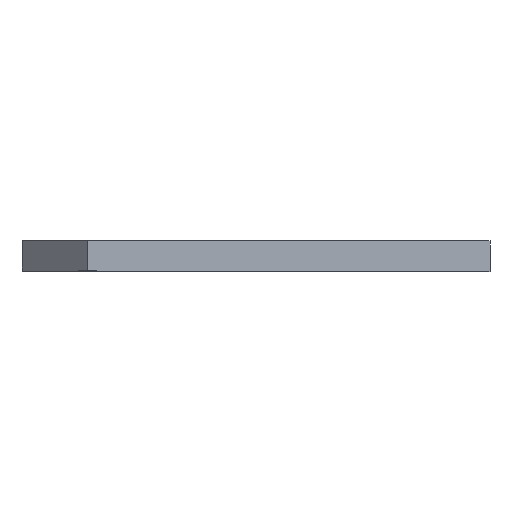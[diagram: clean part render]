
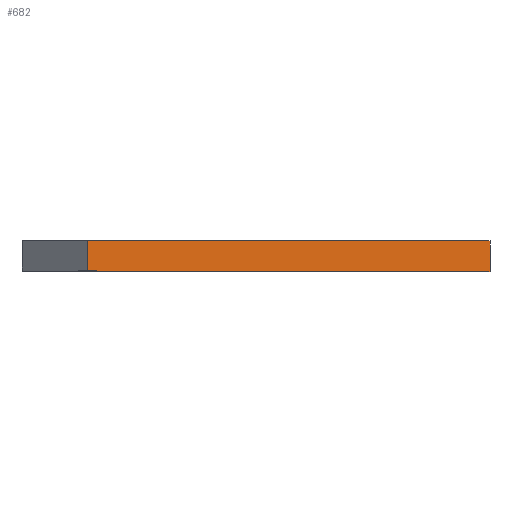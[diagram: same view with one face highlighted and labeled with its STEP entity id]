
A CAD part, top view. The second image highlights one B-rep face of the part: STEP entity #682.
In plain terms, the highlighted planar face has unit normal (0.707, 0, 0.707).
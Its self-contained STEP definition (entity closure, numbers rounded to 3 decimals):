
#306=CARTESIAN_POINT('POINT33',(1.945,3.875,
   0.241));
#307=VERTEX_POINT('VERTEX33',#306);
#314=CARTESIAN_POINT('POINT34',(-4.596,3.875,
   6.782));
#315=VERTEX_POINT('VERTEX34',#314);
#316=CARTESIAN_POINT('POS26',(1.945,3.875,
   0.241));
#317=DIRECTION('DIR45',(0.707,0.,
   -0.707));
#318=VECTOR('VEC7',#317,1.);
#319=LINE('STRAIGHT7',#316,#318);
#320=EDGE_CURVE('EDGE37',#315,#307,#319,.T.);
#637=CARTESIAN_POINT('POINT54',(1.945,4.375,
   0.241));
#638=VERTEX_POINT('VERTEX54',#637);
#645=CARTESIAN_POINT('POS61',(1.945,3.875,
   0.241));
#646=DIRECTION('DIR95',(0.,-1.,0.));
#647=VECTOR('VEC27',#646,1.);
#648=LINE('STRAIGHT27',#645,#647);
#649=EDGE_CURVE('EDGE71',#638,#307,#648,.T.);
#659=ORIENTED_EDGE('COEDGE109',*,*,#320,.T.);
#660=ORIENTED_EDGE('COEDGE110',*,*,#649,.F.);
#661=CARTESIAN_POINT('POINT55',(-4.596,4.375,
   6.782));
#662=VERTEX_POINT('VERTEX55',#661);
#663=CARTESIAN_POINT('POS63',(1.945,4.375,
   0.241));
#664=DIRECTION('DIR98',(0.707,0.,
   -0.707));
#665=VECTOR('VEC28',#664,1.);
#666=LINE('STRAIGHT28',#663,#665);
#667=EDGE_CURVE('EDGE72',#662,#638,#666,.T.);
#668=ORIENTED_EDGE('COEDGE111',*,*,#667,.F.);
#669=CARTESIAN_POINT('POS64',(-4.596,3.875,
   6.782));
#670=DIRECTION('DIR99',(0.,-1.,0.));
#671=VECTOR('VEC29',#670,1.);
#672=LINE('STRAIGHT29',#669,#671);
#673=EDGE_CURVE('EDGE73',#662,#315,#672,.T.);
#674=ORIENTED_EDGE('COEDGE112',*,*,#673,.T.);
#675=EDGE_LOOP('NONE',(#659,#660,#668,#674));
#676=FACE_BOUND('LOOP1',#675,.T.);
#677=CARTESIAN_POINT('POS65',(1.945,3.875,
   0.241));
#678=DIRECTION('DIR100',(-0.707,0.,
   -0.707));
#679=DIRECTION('DIR101',(0.707,0.,
   -0.707));
#680=AXIS2_PLACEMENT_3D('AXIS36',#677,#678,#679);
#681=PLANE('PLANE7',#680);
#682=ADVANCED_FACE('FACE21',(#676),#681,.F.);
